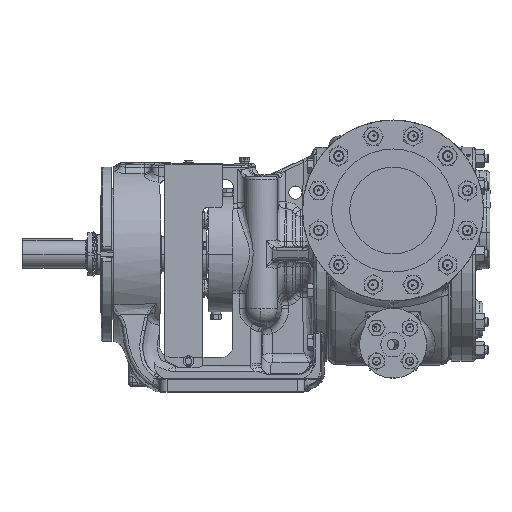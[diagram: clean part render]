
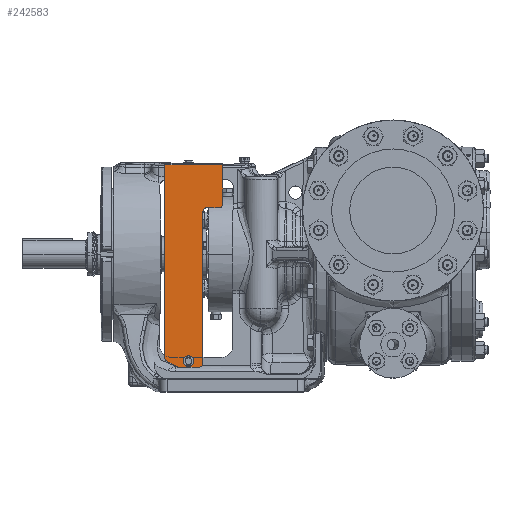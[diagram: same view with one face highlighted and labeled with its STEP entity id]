
A CAD part, top view. The second image highlights one B-rep face of the part: STEP entity #242583.
In plain terms, the highlighted planar face has unit normal (0, 0, 1).
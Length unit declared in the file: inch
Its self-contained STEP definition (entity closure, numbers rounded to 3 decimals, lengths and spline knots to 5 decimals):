
#252 = CARTESIAN_POINT ( 'NONE',  ( -7.13, 3.45, 3.81 ) ) ;
#1410 = EDGE_CURVE ( 'NONE', #143227, #230875, #234351, .T. ) ;
#2397 = EDGE_CURVE ( 'NONE', #58879, #33482, #123893, .T. ) ;
#4493 = CARTESIAN_POINT ( 'NONE',  ( -8.5, 3.2, 3.81 ) ) ;
#4673 = CARTESIAN_POINT ( 'NONE',  ( -9.131, -7.38, 3.81 ) ) ;
#5400 = VERTEX_POINT ( 'NONE', #52205 ) ;
#7214 = CIRCLE ( 'NONE', #103768, 0.25 ) ;
#8419 = LINE ( 'NONE', #152122, #172937 ) ;
#8913 = VECTOR ( 'NONE', #108137, 39.37008 ) ;
#11518 = CARTESIAN_POINT ( 'NONE',  ( -7.91349, -9.15705, 3.81 ) ) ;
#12047 = DIRECTION ( 'NONE',  ( 0., -1., 0. ) ) ;
#12874 = DIRECTION ( 'NONE',  ( 0., 0., 1. ) ) ;
#14308 = VECTOR ( 'NONE', #198006, 39.37008 ) ;
#14648 = CIRCLE ( 'NONE', #191652, 0.25 ) ;
#16768 = CARTESIAN_POINT ( 'NONE',  ( -8.25, 3.2, 3.81 ) ) ;
#19058 = VERTEX_POINT ( 'NONE', #81181 ) ;
#28122 = CARTESIAN_POINT ( 'NONE',  ( -7.13, -7.8, 3.81 ) ) ;
#28629 = DIRECTION ( 'NONE',  ( 0., 1., 0. ) ) ;
#33482 = VERTEX_POINT ( 'NONE', #96076 ) ;
#34625 = DIRECTION ( 'NONE',  ( 0., 0., 1. ) ) ;
#36167 = CARTESIAN_POINT ( 'NONE',  ( -11.13, 6.171, 3.81 ) ) ;
#36642 = VERTEX_POINT ( 'NONE', #4673 ) ;
#40457 = EDGE_CURVE ( 'NONE', #143227, #188158, #258167, .T. ) ;
#44004 = CARTESIAN_POINT ( 'NONE',  ( -7.38, 3.2, 3.81 ) ) ;
#46694 = AXIS2_PLACEMENT_3D ( 'NONE', #235004, #168631, #141903 ) ;
#52205 = CARTESIAN_POINT ( 'NONE',  ( -8.5, 2.95, 3.81 ) ) ;
#58879 = VERTEX_POINT ( 'NONE', #252 ) ;
#60312 = LINE ( 'NONE', #216155, #115032 ) ;
#62458 = CARTESIAN_POINT ( 'NONE',  ( -10.19699, -7.55, 3.81 ) ) ;
#69912 = CIRCLE ( 'NONE', #231121, 0.25 ) ;
#72108 = ORIENTED_EDGE ( 'NONE', *, *, #236054, .T. ) ;
#74775 = CIRCLE ( 'NONE', #140030, 0.369 ) ;
#81181 = CARTESIAN_POINT ( 'NONE',  ( -11.005, -7.37217, 3.81 ) ) ;
#82379 = ORIENTED_EDGE ( 'NONE', *, *, #180119, .T. ) ;
#82517 = DIRECTION ( 'NONE',  ( 0., 0., -1. ) ) ;
#83182 = DIRECTION ( 'NONE',  ( 0., -1., 0. ) ) ;
#83916 = CARTESIAN_POINT ( 'NONE',  ( -8.5, -7.55, 3.81 ) ) ;
#86578 = ORIENTED_EDGE ( 'NONE', *, *, #179168, .T. ) ;
#87972 = AXIS2_PLACEMENT_3D ( 'NONE', #222035, #98734, #242780 ) ;
#89270 = ORIENTED_EDGE ( 'NONE', *, *, #1410, .T. ) ;
#91503 = VERTEX_POINT ( 'NONE', #44004 ) ;
#93382 = AXIS2_PLACEMENT_3D ( 'NONE', #136277, #12874, #157009 ) ;
#94038 = EDGE_LOOP ( 'NONE', ( #145983, #163798 ) ) ;
#95050 = VECTOR ( 'NONE', #140109, 39.37008 ) ;
#96076 = CARTESIAN_POINT ( 'NONE',  ( -7.13, 6.171, 3.81 ) ) ;
#96230 = ORIENTED_EDGE ( 'NONE', *, *, #166875, .F. ) ;
#98734 = DIRECTION ( 'NONE',  ( 0., 0., 1. ) ) ;
#102634 = ORIENTED_EDGE ( 'NONE', *, *, #243694, .F. ) ;
#103768 = AXIS2_PLACEMENT_3D ( 'NONE', #62458, #206477, #83182 ) ;
#107988 = ORIENTED_EDGE ( 'NONE', *, *, #2397, .T. ) ;
#108137 = DIRECTION ( 'NONE',  ( -1., 0., 0. ) ) ;
#115032 = VECTOR ( 'NONE', #235920, 39.37008 ) ;
#119361 = CARTESIAN_POINT ( 'NONE',  ( -8.5, 3.2, 3.81 ) ) ;
#120816 = DIRECTION ( 'NONE',  ( 0., 0., 1. ) ) ;
#123893 = LINE ( 'NONE', #128242, #14308 ) ;
#128242 = CARTESIAN_POINT ( 'NONE',  ( -7.13, -7.8, 3.81 ) ) ;
#133628 = EDGE_CURVE ( 'NONE', #33482, #154937, #60312, .T. ) ;
#134907 = DIRECTION ( 'NONE',  ( -0.866, 0.5, 0. ) ) ;
#135463 = DIRECTION ( 'NONE',  ( 0., 0., 1. ) ) ;
#136277 = CARTESIAN_POINT ( 'NONE',  ( -9.5, -7.38, 3.81 ) ) ;
#137648 = VERTEX_POINT ( 'NONE', #16768 ) ;
#140030 = AXIS2_PLACEMENT_3D ( 'NONE', #244132, #120816, #264757 ) ;
#140109 = DIRECTION ( 'NONE',  ( 0., -1., 0. ) ) ;
#141903 = DIRECTION ( 'NONE',  ( 0., -1., 0. ) ) ;
#142995 = ORIENTED_EDGE ( 'NONE', *, *, #249117, .F. ) ;
#143227 = VERTEX_POINT ( 'NONE', #224431 ) ;
#145983 = ORIENTED_EDGE ( 'NONE', *, *, #236278, .F. ) ;
#152122 = CARTESIAN_POINT ( 'NONE',  ( -11.13, -7.8, 3.81 ) ) ;
#152951 = CIRCLE ( 'NONE', #87972, 0.25 ) ;
#153485 = CARTESIAN_POINT ( 'NONE',  ( -9.869, -7.38, 3.81 ) ) ;
#154937 = VERTEX_POINT ( 'NONE', #36167 ) ;
#157009 = DIRECTION ( 'NONE',  ( 0., -1., 0. ) ) ;
#158082 = CARTESIAN_POINT ( 'NONE',  ( -7.13, -7.8, 3.81 ) ) ;
#159261 = ORIENTED_EDGE ( 'NONE', *, *, #40457, .F. ) ;
#163798 = ORIENTED_EDGE ( 'NONE', *, *, #195302, .F. ) ;
#166875 = EDGE_CURVE ( 'NONE', #211550, #154937, #8419, .T. ) ;
#168631 = DIRECTION ( 'NONE',  ( 0., 0., 1. ) ) ;
#169741 = VERTEX_POINT ( 'NONE', #197976 ) ;
#172937 = VECTOR ( 'NONE', #28629, 39.37008 ) ;
#176321 = EDGE_CURVE ( 'NONE', #211550, #19058, #152951, .T. ) ;
#178890 = DIRECTION ( 'NONE',  ( 0., -1., 0. ) ) ;
#179168 = EDGE_CURVE ( 'NONE', #5400, #137648, #69912, .T. ) ;
#180119 = EDGE_CURVE ( 'NONE', #91503, #58879, #14648, .T. ) ;
#181635 = CARTESIAN_POINT ( 'NONE',  ( -10.19699, -7.8, 3.81 ) ) ;
#188158 = VERTEX_POINT ( 'NONE', #181635 ) ;
#190047 = FACE_BOUND ( 'NONE', #94038, .T. ) ;
#191652 = AXIS2_PLACEMENT_3D ( 'NONE', #258703, #135463, #12047 ) ;
#195302 = EDGE_CURVE ( 'NONE', #36642, #258877, #233031, .T. ) ;
#195794 = ORIENTED_EDGE ( 'NONE', *, *, #176321, .T. ) ;
#196981 = VECTOR ( 'NONE', #254134, 39.37008 ) ;
#197976 = CARTESIAN_POINT ( 'NONE',  ( -10.32199, -7.76651, 3.81 ) ) ;
#198006 = DIRECTION ( 'NONE',  ( 0., 1., 0. ) ) ;
#198510 = PLANE ( 'NONE',  #200983 ) ;
#200983 = AXIS2_PLACEMENT_3D ( 'NONE', #158082, #34625, #178890 ) ;
#205802 = CARTESIAN_POINT ( 'NONE',  ( -8.25, 2.95, 3.81 ) ) ;
#206477 = DIRECTION ( 'NONE',  ( 0., 0., 1. ) ) ;
#211031 = ORIENTED_EDGE ( 'NONE', *, *, #231044, .F. ) ;
#211509 = VECTOR ( 'NONE', #134907, 39.37008 ) ;
#211550 = VERTEX_POINT ( 'NONE', #244927 ) ;
#216155 = CARTESIAN_POINT ( 'NONE',  ( -7.13, 6.171, 3.81 ) ) ;
#222035 = CARTESIAN_POINT ( 'NONE',  ( -10.88, -7.15566, 3.81 ) ) ;
#224431 = CARTESIAN_POINT ( 'NONE',  ( -8.75, -7.8, 3.81 ) ) ;
#226531 = DIRECTION ( 'NONE',  ( 0., -1., 0. ) ) ;
#228120 = LINE ( 'NONE', #4493, #8913 ) ;
#230875 = VERTEX_POINT ( 'NONE', #83916 ) ;
#231044 = EDGE_CURVE ( 'NONE', #91503, #137648, #228120, .T. ) ;
#231121 = AXIS2_PLACEMENT_3D ( 'NONE', #205802, #82517, #226531 ) ;
#233031 = CIRCLE ( 'NONE', #93382, 0.369 ) ;
#234351 = CIRCLE ( 'NONE', #46694, 0.25 ) ;
#235004 = CARTESIAN_POINT ( 'NONE',  ( -8.75, -7.55, 3.81 ) ) ;
#235920 = DIRECTION ( 'NONE',  ( -1., 0., 0. ) ) ;
#236054 = EDGE_CURVE ( 'NONE', #169741, #188158, #7214, .T. ) ;
#236278 = EDGE_CURVE ( 'NONE', #258877, #36642, #74775, .T. ) ;
#238364 = FACE_OUTER_BOUND ( 'NONE', #251614, .T. ) ;
#242583 = ADVANCED_FACE ( 'NONE', ( #190047, #238364 ), #198510, .T. ) ;
#242780 = DIRECTION ( 'NONE',  ( 0., -1., 0. ) ) ;
#243694 = EDGE_CURVE ( 'NONE', #169741, #19058, #266206, .T. ) ;
#244132 = CARTESIAN_POINT ( 'NONE',  ( -9.5, -7.38, 3.81 ) ) ;
#244927 = CARTESIAN_POINT ( 'NONE',  ( -11.13, -7.15566, 3.81 ) ) ;
#249117 = EDGE_CURVE ( 'NONE', #5400, #230875, #252885, .T. ) ;
#251614 = EDGE_LOOP ( 'NONE', ( #211031, #82379, #107988, #258125, #96230, #195794, #102634, #72108, #159261, #89270, #142995, #86578 ) ) ;
#252885 = LINE ( 'NONE', #119361, #95050 ) ;
#254134 = DIRECTION ( 'NONE',  ( -1., 0., 0. ) ) ;
#258125 = ORIENTED_EDGE ( 'NONE', *, *, #133628, .T. ) ;
#258167 = LINE ( 'NONE', #28122, #196981 ) ;
#258703 = CARTESIAN_POINT ( 'NONE',  ( -7.38, 3.45, 3.81 ) ) ;
#258877 = VERTEX_POINT ( 'NONE', #153485 ) ;
#264757 = DIRECTION ( 'NONE',  ( 0., -1., 0. ) ) ;
#266206 = LINE ( 'NONE', #11518, #211509 ) ;
